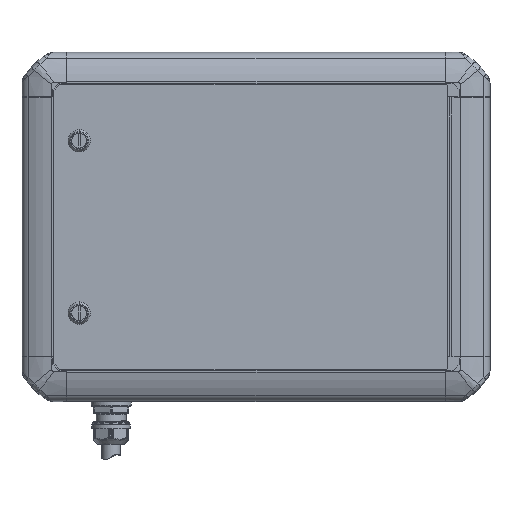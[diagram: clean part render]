
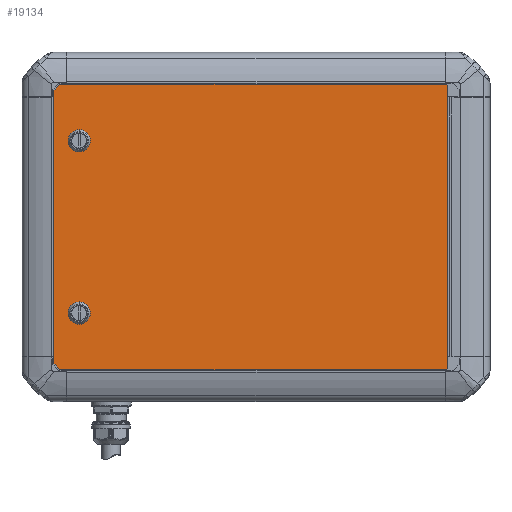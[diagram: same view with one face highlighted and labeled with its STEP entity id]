
A CAD part, top view. The second image highlights one B-rep face of the part: STEP entity #19134.
In plain terms, the highlighted planar face has unit normal (0, 0, 1).
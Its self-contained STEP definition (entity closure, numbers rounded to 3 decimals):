
#105 = DIRECTION ( 'NONE',  ( 0., 0., 1. ) ) ;
#396 = DIRECTION ( 'NONE',  ( -0.707, -0.707, 0. ) ) ;
#968 = LINE ( 'NONE', #35464, #29738 ) ;
#3957 = DIRECTION ( 'NONE',  ( 0., 0., 1. ) ) ;
#3985 = VERTEX_POINT ( 'NONE', #36324 ) ;
#4467 = DIRECTION ( 'NONE',  ( 0., 1., 0. ) ) ;
#5140 = EDGE_CURVE ( 'NONE', #18402, #31927, #52394, .T. ) ;
#5224 = DIRECTION ( 'NONE',  ( 0., -1., 0. ) ) ;
#5677 = CIRCLE ( 'NONE', #6561, 7.5 ) ;
#5715 = EDGE_CURVE ( 'NONE', #15881, #18641, #19956, .T. ) ;
#5814 = EDGE_LOOP ( 'NONE', ( #39654, #43221 ) ) ;
#6008 = EDGE_CURVE ( 'NONE', #17667, #49654, #27228, .T. ) ;
#6057 = CARTESIAN_POINT ( 'NONE',  ( 132.5, -95., 2. ) ) ;
#6561 = AXIS2_PLACEMENT_3D ( 'NONE', #30453, #43989, #4467 ) ;
#6839 = CARTESIAN_POINT ( 'NONE',  ( -115.5, -65.5, 2. ) ) ;
#7459 = CARTESIAN_POINT ( 'NONE',  ( -132.5, 92., 2. ) ) ;
#7608 = VECTOR ( 'NONE', #51072, 1000. ) ;
#8887 = CARTESIAN_POINT ( 'NONE',  ( -226.5, -2., 2. ) ) ;
#9445 = CARTESIAN_POINT ( 'NONE',  ( -115.5, 65.5, 2. ) ) ;
#9722 = ORIENTED_EDGE ( 'NONE', *, *, #6008, .T. ) ;
#11291 = CARTESIAN_POINT ( 'NONE',  ( 131.5, -96., 2. ) ) ;
#11686 = DIRECTION ( 'NONE',  ( 0., 1., 0. ) ) ;
#12378 = DIRECTION ( 'NONE',  ( 0.707, -0.707, 0. ) ) ;
#12822 = CARTESIAN_POINT ( 'NONE',  ( -115.5, 50.5, 2. ) ) ;
#12946 = EDGE_CURVE ( 'NONE', #18641, #27433, #31528, .T. ) ;
#13115 = DIRECTION ( 'NONE',  ( 0., 1., 0. ) ) ;
#13408 = ORIENTED_EDGE ( 'NONE', *, *, #25459, .F. ) ;
#13890 = VECTOR ( 'NONE', #38407, 1000. ) ;
#15131 = AXIS2_PLACEMENT_3D ( 'NONE', #38840, #105, #13115 ) ;
#15881 = VERTEX_POINT ( 'NONE', #11291 ) ;
#16320 = CARTESIAN_POINT ( 'NONE',  ( -132.5, -96., 2. ) ) ;
#16758 = VECTOR ( 'NONE', #36902, 1000. ) ;
#16809 = LINE ( 'NONE', #33216, #24975 ) ;
#16902 = CARTESIAN_POINT ( 'NONE',  ( -130.5, -94., 2. ) ) ;
#16949 = VERTEX_POINT ( 'NONE', #37863 ) ;
#17667 = VERTEX_POINT ( 'NONE', #31910 ) ;
#17897 = EDGE_CURVE ( 'NONE', #3985, #17667, #37818, .T. ) ;
#17980 = EDGE_CURVE ( 'NONE', #50563, #27592, #5677, .T. ) ;
#18402 = VERTEX_POINT ( 'NONE', #9445 ) ;
#18641 = VERTEX_POINT ( 'NONE', #6057 ) ;
#19134 = ADVANCED_FACE ( 'NONE', ( #54026, #55901, #20105 ), #50048, .T. ) ;
#19956 = LINE ( 'NONE', #23890, #16758 ) ;
#20105 = FACE_BOUND ( 'NONE', #5814, .T. ) ;
#20371 = CARTESIAN_POINT ( 'NONE',  ( -132.5, -96., 2. ) ) ;
#20853 = DIRECTION ( 'NONE',  ( -1., 0., 0. ) ) ;
#20909 = ORIENTED_EDGE ( 'NONE', *, *, #35984, .T. ) ;
#21727 = ORIENTED_EDGE ( 'NONE', *, *, #53453, .T. ) ;
#21794 = EDGE_LOOP ( 'NONE', ( #28186, #21727, #41758, #33250, #27318, #20909, #46260, #9722 ) ) ;
#22338 = CIRCLE ( 'NONE', #15131, 7.5 ) ;
#23116 = VECTOR ( 'NONE', #396, 1000. ) ;
#23890 = CARTESIAN_POINT ( 'NONE',  ( -0.5, -228., 2. ) ) ;
#24070 = CARTESIAN_POINT ( 'NONE',  ( -128.5, -96., 2. ) ) ;
#24247 = LINE ( 'NONE', #16902, #26186 ) ;
#24975 = VECTOR ( 'NONE', #54692, 1000. ) ;
#25459 = EDGE_CURVE ( 'NONE', #27592, #50563, #22338, .T. ) ;
#25516 = VECTOR ( 'NONE', #20853, 1000. ) ;
#26186 = VECTOR ( 'NONE', #12378, 1000. ) ;
#27228 = LINE ( 'NONE', #8887, #23116 ) ;
#27318 = ORIENTED_EDGE ( 'NONE', *, *, #12946, .T. ) ;
#27433 = VERTEX_POINT ( 'NONE', #32019 ) ;
#27592 = VERTEX_POINT ( 'NONE', #6839 ) ;
#28004 = AXIS2_PLACEMENT_3D ( 'NONE', #47741, #3957, #55947 ) ;
#28186 = ORIENTED_EDGE ( 'NONE', *, *, #52502, .T. ) ;
#28557 = DIRECTION ( 'NONE',  ( 0., 0., 1. ) ) ;
#29738 = VECTOR ( 'NONE', #5224, 1000. ) ;
#30453 = CARTESIAN_POINT ( 'NONE',  ( -115.5, -58., 2. ) ) ;
#30684 = EDGE_CURVE ( 'NONE', #32092, #15881, #55043, .T. ) ;
#31145 = AXIS2_PLACEMENT_3D ( 'NONE', #20371, #28557, #42125 ) ;
#31528 = LINE ( 'NONE', #35764, #13890 ) ;
#31910 = CARTESIAN_POINT ( 'NONE',  ( -128.5, 96., 2. ) ) ;
#31927 = VERTEX_POINT ( 'NONE', #12822 ) ;
#32019 = CARTESIAN_POINT ( 'NONE',  ( 132.5, 95., 2. ) ) ;
#32092 = VERTEX_POINT ( 'NONE', #24070 ) ;
#33216 = CARTESIAN_POINT ( 'NONE',  ( 95.5, 132., 2. ) ) ;
#33250 = ORIENTED_EDGE ( 'NONE', *, *, #5715, .T. ) ;
#35464 = CARTESIAN_POINT ( 'NONE',  ( -132.5, 96., 2. ) ) ;
#35764 = CARTESIAN_POINT ( 'NONE',  ( 132.5, 96., 2. ) ) ;
#35984 = EDGE_CURVE ( 'NONE', #27433, #3985, #16809, .T. ) ;
#36324 = CARTESIAN_POINT ( 'NONE',  ( 131.5, 96., 2. ) ) ;
#36902 = DIRECTION ( 'NONE',  ( 0.707, 0.707, 0. ) ) ;
#37818 = LINE ( 'NONE', #46555, #25516 ) ;
#37863 = CARTESIAN_POINT ( 'NONE',  ( -132.5, -92., 2. ) ) ;
#38407 = DIRECTION ( 'NONE',  ( 0., 1., 0. ) ) ;
#38840 = CARTESIAN_POINT ( 'NONE',  ( -115.5, -58., 2. ) ) ;
#39654 = ORIENTED_EDGE ( 'NONE', *, *, #5140, .F. ) ;
#41758 = ORIENTED_EDGE ( 'NONE', *, *, #30684, .T. ) ;
#42125 = DIRECTION ( 'NONE',  ( 1., 0., 0. ) ) ;
#43211 = AXIS2_PLACEMENT_3D ( 'NONE', #46430, #54928, #11686 ) ;
#43221 = ORIENTED_EDGE ( 'NONE', *, *, #47471, .F. ) ;
#43989 = DIRECTION ( 'NONE',  ( 0., 0., 1. ) ) ;
#46260 = ORIENTED_EDGE ( 'NONE', *, *, #17897, .T. ) ;
#46430 = CARTESIAN_POINT ( 'NONE',  ( -115.5, 58., 2. ) ) ;
#46555 = CARTESIAN_POINT ( 'NONE',  ( -132.5, 96., 2. ) ) ;
#47396 = EDGE_LOOP ( 'NONE', ( #48101, #13408 ) ) ;
#47471 = EDGE_CURVE ( 'NONE', #31927, #18402, #49503, .T. ) ;
#47741 = CARTESIAN_POINT ( 'NONE',  ( -115.5, 58., 2. ) ) ;
#48101 = ORIENTED_EDGE ( 'NONE', *, *, #17980, .F. ) ;
#49503 = CIRCLE ( 'NONE', #43211, 7.5 ) ;
#49654 = VERTEX_POINT ( 'NONE', #7459 ) ;
#50048 = PLANE ( 'NONE',  #31145 ) ;
#50563 = VERTEX_POINT ( 'NONE', #50858 ) ;
#50858 = CARTESIAN_POINT ( 'NONE',  ( -115.5, -50.5, 2. ) ) ;
#51072 = DIRECTION ( 'NONE',  ( 1., 0., 0. ) ) ;
#52394 = CIRCLE ( 'NONE', #28004, 7.5 ) ;
#52502 = EDGE_CURVE ( 'NONE', #49654, #16949, #968, .T. ) ;
#53453 = EDGE_CURVE ( 'NONE', #16949, #32092, #24247, .T. ) ;
#54026 = FACE_OUTER_BOUND ( 'NONE', #21794, .T. ) ;
#54692 = DIRECTION ( 'NONE',  ( -0.707, 0.707, 0. ) ) ;
#54928 = DIRECTION ( 'NONE',  ( 0., 0., 1. ) ) ;
#55043 = LINE ( 'NONE', #16320, #7608 ) ;
#55901 = FACE_BOUND ( 'NONE', #47396, .T. ) ;
#55947 = DIRECTION ( 'NONE',  ( 0., 1., 0. ) ) ;
